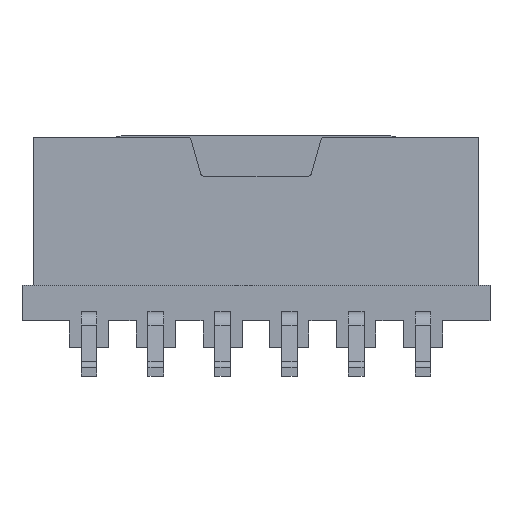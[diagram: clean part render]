
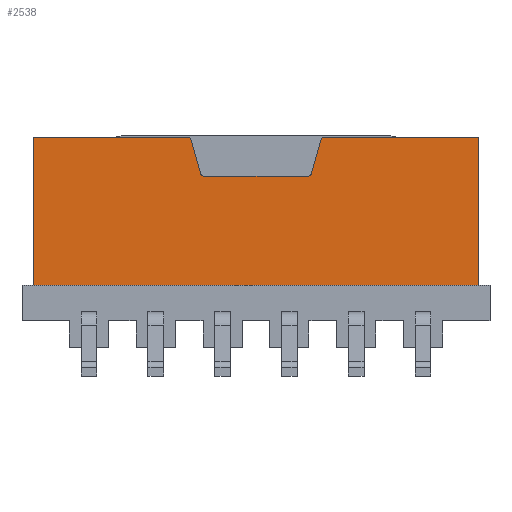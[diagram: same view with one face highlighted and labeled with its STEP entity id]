
A CAD part, front view. The second image highlights one B-rep face of the part: STEP entity #2538.
In plain terms, the highlighted face is planar.
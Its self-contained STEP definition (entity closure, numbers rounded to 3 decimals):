
#2538 = ADVANCED_FACE( '', ( #5127 ), #5128, .T. );
#5127 = FACE_OUTER_BOUND( '', #6192, .T. );
#5128 = PLANE( '', #6193 );
#6192 = EDGE_LOOP( '', ( #7776, #7777, #7778, #7779, #7780, #7781, #7782, #7783, #7784, #7785, #7786, #7787 ) );
#6193 = AXIS2_PLACEMENT_3D( '', #7788, #7789, #7790 );
#7776 = ORIENTED_EDGE( '', *, *, #10042, .T. );
#7777 = ORIENTED_EDGE( '', *, *, #10048, .T. );
#7778 = ORIENTED_EDGE( '', *, *, #10062, .F. );
#7779 = ORIENTED_EDGE( '', *, *, #10063, .T. );
#7780 = ORIENTED_EDGE( '', *, *, #10064, .F. );
#7781 = ORIENTED_EDGE( '', *, *, #10065, .T. );
#7782 = ORIENTED_EDGE( '', *, *, #10066, .F. );
#7783 = ORIENTED_EDGE( '', *, *, #10067, .T. );
#7784 = ORIENTED_EDGE( '', *, *, #10068, .T. );
#7785 = ORIENTED_EDGE( '', *, *, #10069, .T. );
#7786 = ORIENTED_EDGE( '', *, *, #10070, .F. );
#7787 = ORIENTED_EDGE( '', *, *, #10071, .F. );
#7788 = CARTESIAN_POINT( '', ( -10., 10., 3.325 ) );
#7789 = DIRECTION( '', ( 0., 1., 0. ) );
#7790 = DIRECTION( '', ( -1., 0., 0. ) );
#10042 = EDGE_CURVE( '', #11179, #11177, #11180, .T. );
#10048 = EDGE_CURVE( '', #11177, #11188, #11190, .T. );
#10062 = EDGE_CURVE( '', #11215, #11188, #11216, .T. );
#10063 = EDGE_CURVE( '', #11215, #11217, #11218, .F. );
#10064 = EDGE_CURVE( '', #11219, #11217, #11220, .T. );
#10065 = EDGE_CURVE( '', #11219, #11221, #11222, .F. );
#10066 = EDGE_CURVE( '', #11223, #11221, #11224, .T. );
#10067 = EDGE_CURVE( '', #11223, #11225, #11226, .T. );
#10068 = EDGE_CURVE( '', #11225, #11227, #11228, .T. );
#10069 = EDGE_CURVE( '', #11227, #11229, #11230, .T. );
#10070 = EDGE_CURVE( '', #11231, #11229, #11232, .T. );
#10071 = EDGE_CURVE( '', #11179, #11231, #11233, .T. );
#11177 = VERTEX_POINT( '', #11298 );
#11179 = VERTEX_POINT( '', #11301 );
#11180 = LINE( '', #11302, #11303 );
#11188 = VERTEX_POINT( '', #11314 );
#11190 = CIRCLE( '', #11317, 0.15 );
#11215 = VERTEX_POINT( '', #11355 );
#11216 = LINE( '', #11356, #11357 );
#11217 = VERTEX_POINT( '', #11358 );
#11218 = CIRCLE( '', #11359, 0.15 );
#11219 = VERTEX_POINT( '', #11360 );
#11220 = LINE( '', #11361, #11362 );
#11221 = VERTEX_POINT( '', #11363 );
#11222 = CIRCLE( '', #11364, 0.15 );
#11223 = VERTEX_POINT( '', #11365 );
#11224 = LINE( '', #11366, #11367 );
#11225 = VERTEX_POINT( '', #11368 );
#11226 = CIRCLE( '', #11369, 0.15 );
#11227 = VERTEX_POINT( '', #11370 );
#11228 = LINE( '', #11371, #11372 );
#11229 = VERTEX_POINT( '', #11373 );
#11230 = LINE( '', #11374, #11375 );
#11231 = VERTEX_POINT( '', #11376 );
#11232 = LINE( '', #11377, #11378 );
#11233 = LINE( '', #11379, #11380 );
#11298 = CARTESIAN_POINT( '', ( -3.063, 10., 3.325 ) );
#11301 = CARTESIAN_POINT( '', ( -10., 10., 3.325 ) );
#11302 = CARTESIAN_POINT( '', ( -10., 10., 3.325 ) );
#11303 = VECTOR( '', #11480, 1000. );
#11314 = CARTESIAN_POINT( '', ( -2.919, 10., 3.216 ) );
#11317 = AXIS2_PLACEMENT_3D( '', #11488, #11489, #11490 );
#11355 = CARTESIAN_POINT( '', ( -2.481, 10., 1.69 ) );
#11356 = CARTESIAN_POINT( '', ( -3.486, 10., 5.193 ) );
#11357 = VECTOR( '', #11504, 1000. );
#11358 = CARTESIAN_POINT( '', ( -2.337, 10., 1.581 ) );
#11359 = AXIS2_PLACEMENT_3D( '', #11505, #11506, #11507 );
#11360 = CARTESIAN_POINT( '', ( 2.337, 10., 1.581 ) );
#11361 = CARTESIAN_POINT( '', ( -10., 10., 1.581 ) );
#11362 = VECTOR( '', #11508, 1000. );
#11363 = CARTESIAN_POINT( '', ( 2.481, 10., 1.69 ) );
#11364 = AXIS2_PLACEMENT_3D( '', #11509, #11510, #11511 );
#11365 = CARTESIAN_POINT( '', ( 2.919, 10., 3.216 ) );
#11366 = CARTESIAN_POINT( '', ( 1.966, 10., -0.106 ) );
#11367 = VECTOR( '', #11512, 1000. );
#11368 = CARTESIAN_POINT( '', ( 3.063, 10., 3.325 ) );
#11369 = AXIS2_PLACEMENT_3D( '', #11513, #11514, #11515 );
#11370 = CARTESIAN_POINT( '', ( 10., 10., 3.325 ) );
#11371 = CARTESIAN_POINT( '', ( -10., 10., 3.325 ) );
#11372 = VECTOR( '', #11516, 1000. );
#11373 = CARTESIAN_POINT( '', ( 10., 10., -3.325 ) );
#11374 = CARTESIAN_POINT( '', ( 10., 10., 3.325 ) );
#11375 = VECTOR( '', #11517, 1000. );
#11376 = CARTESIAN_POINT( '', ( -10., 10., -3.325 ) );
#11377 = CARTESIAN_POINT( '', ( -10., 10., -3.325 ) );
#11378 = VECTOR( '', #11518, 1000. );
#11379 = CARTESIAN_POINT( '', ( -10., 10., 3.325 ) );
#11380 = VECTOR( '', #11519, 1000. );
#11480 = DIRECTION( '', ( 1., 0., 0. ) );
#11488 = CARTESIAN_POINT( '', ( -3.063, 10., 3.175 ) );
#11489 = DIRECTION( '', ( 0., 1., 0. ) );
#11490 = DIRECTION( '', ( -1., 0., 0. ) );
#11504 = DIRECTION( '', ( -0.276, 0., 0.961 ) );
#11505 = CARTESIAN_POINT( '', ( -2.337, 10., 1.731 ) );
#11506 = DIRECTION( '', ( 0., 1., 0. ) );
#11507 = DIRECTION( '', ( -1., 0., 0. ) );
#11508 = DIRECTION( '', ( -1., 0., 0. ) );
#11509 = CARTESIAN_POINT( '', ( 2.337, 10., 1.731 ) );
#11510 = DIRECTION( '', ( 0., 1., 0. ) );
#11511 = DIRECTION( '', ( -1., 0., 0. ) );
#11512 = DIRECTION( '', ( -0.276, 0., -0.961 ) );
#11513 = CARTESIAN_POINT( '', ( 3.063, 10., 3.175 ) );
#11514 = DIRECTION( '', ( 0., 1., 0. ) );
#11515 = DIRECTION( '', ( -1., 0., 0. ) );
#11516 = DIRECTION( '', ( 1., 0., 0. ) );
#11517 = DIRECTION( '', ( 0., 0., -1. ) );
#11518 = DIRECTION( '', ( 1., 0., 0. ) );
#11519 = DIRECTION( '', ( 0., 0., -1. ) );
